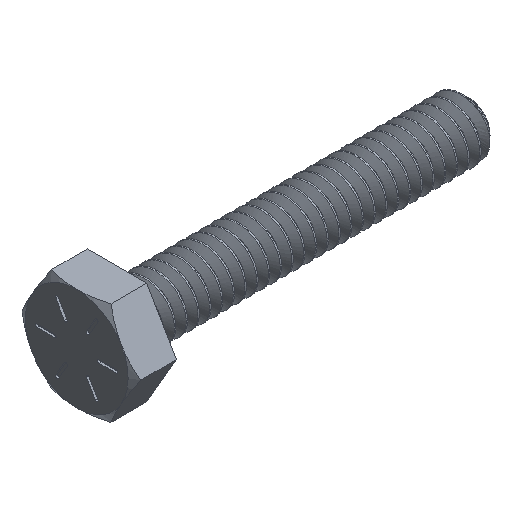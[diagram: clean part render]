
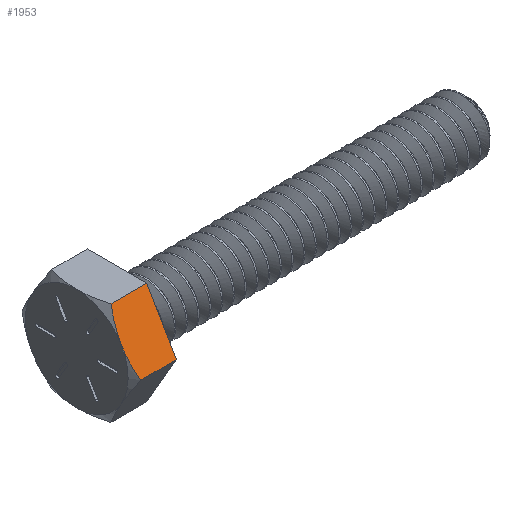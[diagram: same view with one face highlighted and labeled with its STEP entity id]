
A CAD part, isometric view. The second image highlights one B-rep face of the part: STEP entity #1953.
In plain terms, the highlighted planar face has unit normal (0, -0.866, 0.5).
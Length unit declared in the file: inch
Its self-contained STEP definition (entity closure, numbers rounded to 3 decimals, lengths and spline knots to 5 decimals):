
#28=PLANE('',#2092);
#204=FACE_OUTER_BOUND('',#315,.T.);
#315=EDGE_LOOP('',(#1640,#1641,#1642,#1643,#1644));
#464=(
BOUNDED_CURVE()
B_SPLINE_CURVE(2,(#8166,#8167,#8168),.UNSPECIFIED.,.F.,.F.)
B_SPLINE_CURVE_WITH_KNOTS((3,3),(0.89114,1.47795),
 .UNSPECIFIED.)
CURVE()
GEOMETRIC_REPRESENTATION_ITEM()
RATIONAL_B_SPLINE_CURVE((1.704,1.836,1.836))
REPRESENTATION_ITEM('')
);
#465=(
BOUNDED_CURVE()
B_SPLINE_CURVE(2,(#8170,#8171,#8172),.UNSPECIFIED.,.F.,.F.)
B_SPLINE_CURVE_WITH_KNOTS((3,3),(1.47795,2.06477),
 .UNSPECIFIED.)
CURVE()
GEOMETRIC_REPRESENTATION_ITEM()
RATIONAL_B_SPLINE_CURVE((1.836,1.836,1.704))
REPRESENTATION_ITEM('')
);
#536=LINE('',#8108,#658);
#546=LINE('',#8160,#668);
#547=LINE('',#8169,#669);
#658=VECTOR('',#2393,39.37008);
#668=VECTOR('',#2411,39.37008);
#669=VECTOR('',#2414,39.37008);
#857=VERTEX_POINT('',#8102);
#859=VERTEX_POINT('',#8107);
#872=VERTEX_POINT('',#8157);
#873=VERTEX_POINT('',#8159);
#874=VERTEX_POINT('',#8165);
#1121=EDGE_CURVE('',#857,#859,#536,.T.);
#1139=EDGE_CURVE('',#873,#872,#546,.T.);
#1141=EDGE_CURVE('',#873,#874,#464,.T.);
#1142=EDGE_CURVE('',#872,#859,#547,.T.);
#1143=EDGE_CURVE('',#874,#857,#465,.T.);
#1640=ORIENTED_EDGE('',*,*,#1141,.F.);
#1641=ORIENTED_EDGE('',*,*,#1139,.T.);
#1642=ORIENTED_EDGE('',*,*,#1142,.T.);
#1643=ORIENTED_EDGE('',*,*,#1121,.F.);
#1644=ORIENTED_EDGE('',*,*,#1143,.F.);
#1953=ADVANCED_FACE('',(#204),#28,.F.);
#2092=AXIS2_PLACEMENT_3D('',#8164,#2412,#2413);
#2393=DIRECTION('',(1.,0.,0.));
#2411=DIRECTION('',(1.,0.,0.));
#2412=DIRECTION('center_axis',(0.,0.866,-0.5));
#2413=DIRECTION('ref_axis',(0.,0.5,0.866));
#2414=DIRECTION('',(0.,0.5,0.866));
#8102=CARTESIAN_POINT('',(-0.8164,-0.1263,0.21875));
#8107=CARTESIAN_POINT('',(-0.66406,-0.1263,0.21875));
#8108=CARTESIAN_POINT('',(-0.83594,-0.1263,0.21875));
#8157=CARTESIAN_POINT('',(-0.66406,-0.25259,0.));
#8159=CARTESIAN_POINT('',(-0.8164,-0.25259,0.));
#8160=CARTESIAN_POINT('',(-0.83594,-0.25259,0.));
#8164=CARTESIAN_POINT('Origin',(-0.83594,-0.25259,0.));
#8165=CARTESIAN_POINT('',(-0.83594,-0.18944,0.10938));
#8166=CARTESIAN_POINT('Ctrl Pts',(-0.8164,-0.25259,
0.));
#8167=CARTESIAN_POINT('Ctrl Pts',(-0.83594,-0.21875,0.05861));
#8168=CARTESIAN_POINT('Ctrl Pts',(-0.83594,-0.18944,0.10938));
#8169=CARTESIAN_POINT('',(-0.66406,-0.25259,0.));
#8170=CARTESIAN_POINT('Ctrl Pts',(-0.83594,-0.18944,0.10938));
#8171=CARTESIAN_POINT('Ctrl Pts',(-0.83594,-0.16014,0.16014));
#8172=CARTESIAN_POINT('Ctrl Pts',(-0.8164,-0.1263,
0.21875));
